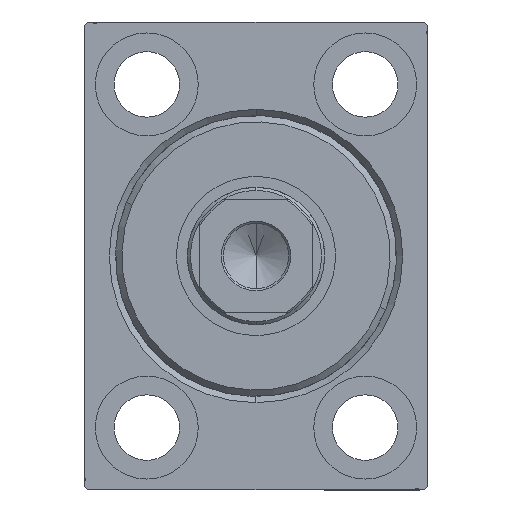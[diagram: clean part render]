
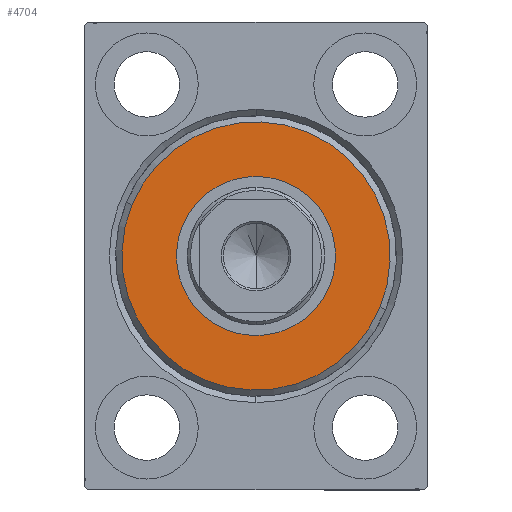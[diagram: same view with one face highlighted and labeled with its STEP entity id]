
A CAD part, left-side view. The second image highlights one B-rep face of the part: STEP entity #4704.
In plain terms, the highlighted face is planar.
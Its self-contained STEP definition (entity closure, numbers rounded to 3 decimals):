
#123 = VERTEX_POINT ( 'NONE', #25499 ) ;
#1372 = AXIS2_PLACEMENT_3D ( 'NONE', #26032, #32244, #5876 ) ;
#1939 = CIRCLE ( 'NONE', #6881, 12.75 ) ;
#2425 = AXIS2_PLACEMENT_3D ( 'NONE', #10027, #13363, #26848 ) ;
#3517 = DIRECTION ( 'NONE',  ( -1., 0., 0. ) ) ;
#3744 = EDGE_CURVE ( 'NONE', #123, #22151, #37769, .T. ) ;
#4704 = ADVANCED_FACE ( 'NONE', ( #40367, #6480 ), #9381, .T. ) ;
#5876 = DIRECTION ( 'NONE',  ( 0., 0., -1. ) ) ;
#6480 = FACE_BOUND ( 'NONE', #20644, .T. ) ;
#6881 = AXIS2_PLACEMENT_3D ( 'NONE', #17704, #3517, #24537 ) ;
#8663 = ORIENTED_EDGE ( 'NONE', *, *, #28872, .T. ) ;
#9381 = PLANE ( 'NONE',  #2425 ) ;
#10027 = CARTESIAN_POINT ( 'NONE',  ( 3., 0., 0. ) ) ;
#10605 = EDGE_CURVE ( 'NONE', #39633, #42617, #25187, .T. ) ;
#11056 = CARTESIAN_POINT ( 'NONE',  ( 3., 0., 12.75 ) ) ;
#11977 = CIRCLE ( 'NONE', #1372, 21.5 ) ;
#12499 = AXIS2_PLACEMENT_3D ( 'NONE', #25234, #25011, #28548 ) ;
#13363 = DIRECTION ( 'NONE',  ( 1., 0., 0. ) ) ;
#13413 = CARTESIAN_POINT ( 'NONE',  ( 3., 0., 0. ) ) ;
#14172 = ORIENTED_EDGE ( 'NONE', *, *, #3744, .T. ) ;
#15775 = ORIENTED_EDGE ( 'NONE', *, *, #10605, .T. ) ;
#16089 = DIRECTION ( 'NONE',  ( 0., 0., -1. ) ) ;
#17704 = CARTESIAN_POINT ( 'NONE',  ( 3., 0., 0. ) ) ;
#20644 = EDGE_LOOP ( 'NONE', ( #8663, #14172 ) ) ;
#22151 = VERTEX_POINT ( 'NONE', #11056 ) ;
#22936 = DIRECTION ( 'NONE',  ( -1., 0., 0. ) ) ;
#24537 = DIRECTION ( 'NONE',  ( 0., 0., -1. ) ) ;
#25011 = DIRECTION ( 'NONE',  ( 1., 0., 0. ) ) ;
#25187 = CIRCLE ( 'NONE', #12499, 21.5 ) ;
#25234 = CARTESIAN_POINT ( 'NONE',  ( 3., 0., 0. ) ) ;
#25499 = CARTESIAN_POINT ( 'NONE',  ( 3., 0., -12.75 ) ) ;
#26032 = CARTESIAN_POINT ( 'NONE',  ( 3., 0., 0. ) ) ;
#26848 = DIRECTION ( 'NONE',  ( 0., 0., -1. ) ) ;
#27135 = AXIS2_PLACEMENT_3D ( 'NONE', #13413, #22936, #16089 ) ;
#28458 = ORIENTED_EDGE ( 'NONE', *, *, #37625, .T. ) ;
#28548 = DIRECTION ( 'NONE',  ( 0., 0., -1. ) ) ;
#28872 = EDGE_CURVE ( 'NONE', #22151, #123, #1939, .T. ) ;
#31029 = CARTESIAN_POINT ( 'NONE',  ( 3., 0., -21.5 ) ) ;
#32244 = DIRECTION ( 'NONE',  ( 1., 0., 0. ) ) ;
#33300 = CARTESIAN_POINT ( 'NONE',  ( 3., 0., 21.5 ) ) ;
#37625 = EDGE_CURVE ( 'NONE', #42617, #39633, #11977, .T. ) ;
#37769 = CIRCLE ( 'NONE', #27135, 12.75 ) ;
#39436 = EDGE_LOOP ( 'NONE', ( #15775, #28458 ) ) ;
#39633 = VERTEX_POINT ( 'NONE', #33300 ) ;
#40367 = FACE_OUTER_BOUND ( 'NONE', #39436, .T. ) ;
#42617 = VERTEX_POINT ( 'NONE', #31029 ) ;
